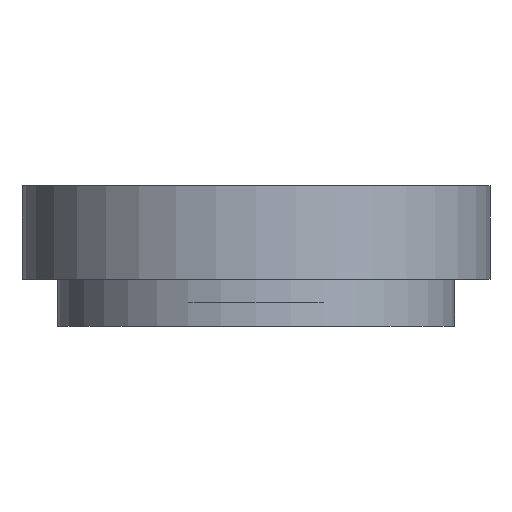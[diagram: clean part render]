
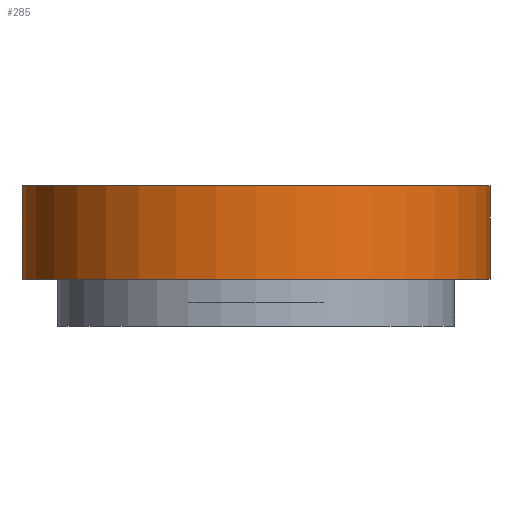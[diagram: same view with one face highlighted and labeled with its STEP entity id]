
A CAD part, left-side view. The second image highlights one B-rep face of the part: STEP entity #285.
In plain terms, the highlighted cylindrical face has radius 20 mm (diameter 40 mm), a partial arc.
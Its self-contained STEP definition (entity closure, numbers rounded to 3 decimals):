
#47=FACE_OUTER_BOUND('',#71,.T.);
#71=EDGE_LOOP('',(#243,#244,#245,#246));
#91=LINE('',#501,#107);
#92=LINE('',#504,#108);
#107=VECTOR('',#420,10.);
#108=VECTOR('',#423,10.);
#119=CIRCLE('',#316,20.);
#130=CIRCLE('',#336,20.);
#140=VERTEX_POINT('',#457);
#141=VERTEX_POINT('',#459);
#153=VERTEX_POINT('',#500);
#154=VERTEX_POINT('',#502);
#166=EDGE_CURVE('',#141,#140,#119,.T.);
#186=EDGE_CURVE('',#140,#153,#91,.T.);
#187=EDGE_CURVE('',#154,#153,#130,.T.);
#188=EDGE_CURVE('',#141,#154,#92,.T.);
#243=ORIENTED_EDGE('',*,*,#166,.T.);
#244=ORIENTED_EDGE('',*,*,#186,.T.);
#245=ORIENTED_EDGE('',*,*,#187,.F.);
#246=ORIENTED_EDGE('',*,*,#188,.F.);
#271=CYLINDRICAL_SURFACE('',#335,20.);
#285=ADVANCED_FACE('',(#47),#271,.T.);
#316=AXIS2_PLACEMENT_3D('',#460,#371,#372);
#335=AXIS2_PLACEMENT_3D('',#499,#418,#419);
#336=AXIS2_PLACEMENT_3D('',#503,#421,#422);
#371=DIRECTION('center_axis',(0.,0.,1.));
#372=DIRECTION('ref_axis',(1.,0.,0.));
#418=DIRECTION('center_axis',(0.,0.,1.));
#419=DIRECTION('ref_axis',(-1.,0.,0.));
#420=DIRECTION('',(0.,0.,1.));
#421=DIRECTION('center_axis',(0.,0.,1.));
#422=DIRECTION('ref_axis',(1.,0.,0.));
#423=DIRECTION('',(0.,0.,1.));
#457=CARTESIAN_POINT('',(15.199,-13.,0.));
#459=CARTESIAN_POINT('',(15.199,13.,0.));
#460=CARTESIAN_POINT('Origin',(0.,0.,0.));
#499=CARTESIAN_POINT('Origin',(0.,0.,0.));
#500=CARTESIAN_POINT('',(15.199,-13.,8.));
#501=CARTESIAN_POINT('',(15.199,-13.,0.));
#502=CARTESIAN_POINT('',(15.199,13.,8.));
#503=CARTESIAN_POINT('Origin',(0.,0.,8.));
#504=CARTESIAN_POINT('',(15.199,13.,0.));
